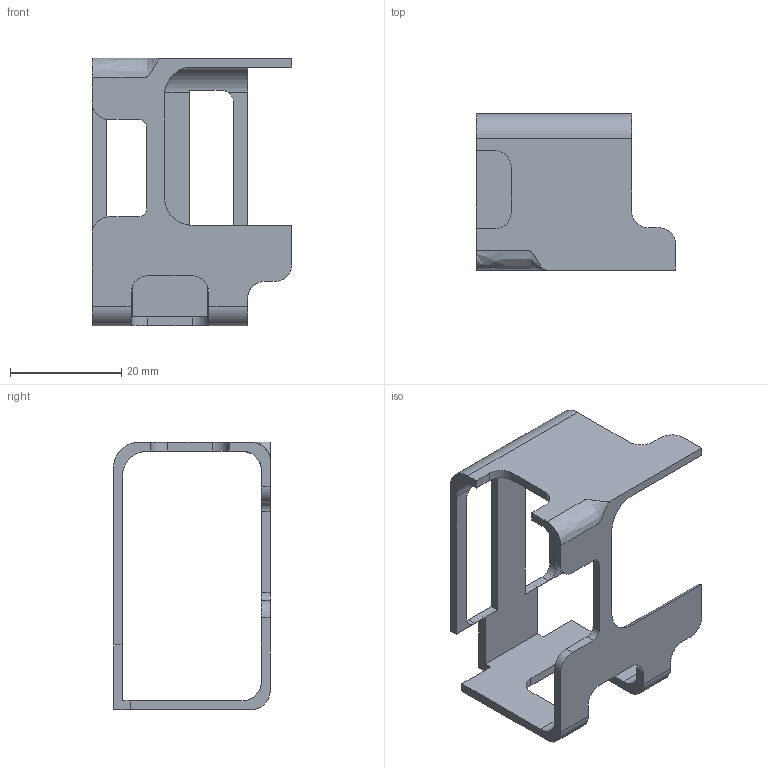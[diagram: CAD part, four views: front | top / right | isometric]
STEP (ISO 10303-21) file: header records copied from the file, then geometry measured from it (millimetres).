
FILE_DESCRIPTION(/* description */ (''),/* implementation_level */ '2;1');
FILE_NAME(/* name */ 'GoPro Hero 567 Holder v31.step',/* time_stamp */ '2020-10-19T09:22:42+02:00',/* author */ (''),/* organization */ (''),/* preprocessor_version */ 'ST-DEVELOPER v18.1',/* originating_system */ 'Autodesk Translation Framework v9.3.0.1241',/* authorisation */ '');
FILE_SCHEMA (('AUTOMOTIVE_DESIGN { 1 0 10303 214 3 1 1 }'));
Length unit declared in the file: millimetre
Products named in the file (1): GoPro Hero 5/6/7 Holder
Bounding box: 35.94 x 28.2 x 48.2 mm (x, y, z)
Volume: 4047.3 mm3; surface area: 5870.2 mm2
Topology: 1 solids, 1 shells, 73 faces, 231 edges, 152 vertices
Faces by surface type: plane 39, cylinder 29, bspline 3, torus 2
Entity records: 2802 total; most frequent: CARTESIAN_POINT 682, ORIENTED_EDGE 458, DIRECTION 428, EDGE_CURVE 229, LINE 154, VECTOR 154, VERTEX_POINT 152, AXIS2_PLACEMENT_3D 137
